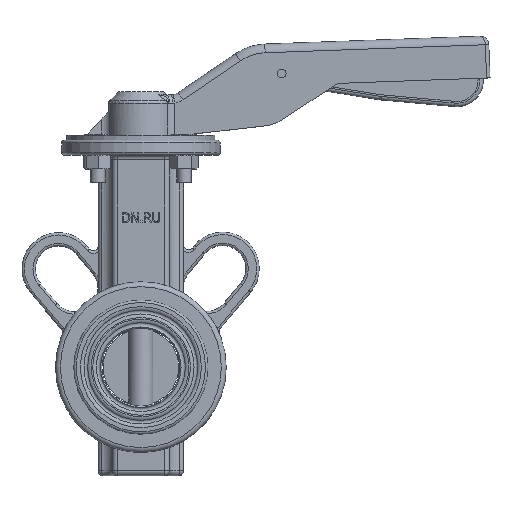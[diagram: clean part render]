
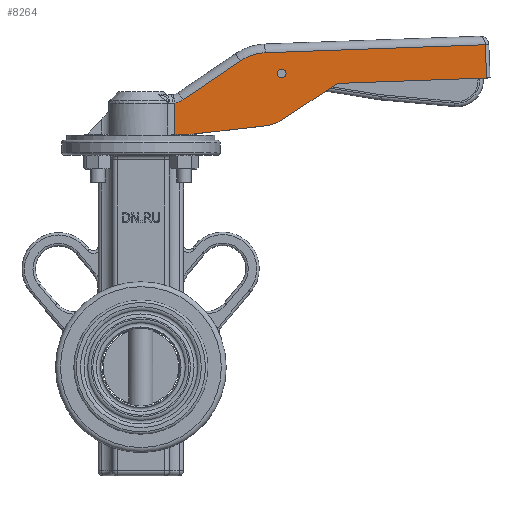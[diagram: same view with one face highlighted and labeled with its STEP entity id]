
A CAD part, top view. The second image highlights one B-rep face of the part: STEP entity #8264.
In plain terms, the highlighted face is planar.
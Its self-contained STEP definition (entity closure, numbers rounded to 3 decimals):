
#379=B_SPLINE_CURVE_WITH_KNOTS('',3,(#15491,#15492,#15493,#15494),
 .UNSPECIFIED.,.F.,.F.,(4,4),(0.,0.003),.UNSPECIFIED.);
#792=LINE('',#14944,#1273);
#799=LINE('',#14961,#1280);
#802=LINE('',#14971,#1283);
#810=LINE('',#15167,#1291);
#811=LINE('',#15178,#1292);
#819=LINE('',#15488,#1300);
#820=LINE('',#15496,#1301);
#821=LINE('',#15497,#1302);
#1273=VECTOR('',#11129,7.143);
#1280=VECTOR('',#11148,7.143);
#1283=VECTOR('',#11157,7.143);
#1291=VECTOR('',#11213,7.143);
#1292=VECTOR('',#11226,7.143);
#1300=VECTOR('',#11288,7.143);
#1301=VECTOR('',#11291,7.143);
#1302=VECTOR('',#11292,7.143);
#1534=FACE_BOUND('',#2591,.T.);
#1668=PLANE('',#9228);
#2085=FACE_OUTER_BOUND('',#2590,.T.);
#2590=EDGE_LOOP('',(#6963,#6964,#6965,#6966,#6967,#6968,#6969,#6970,#6971,
#6972,#6973,#6974));
#2591=EDGE_LOOP('',(#6975));
#2974=CIRCLE('',#9041,1.786);
#3030=CIRCLE('',#9165,14.286);
#3047=CIRCLE('',#9197,19.323);
#3051=CIRCLE('',#9203,9.248);
#3609=VERTEX_POINT('',#14188);
#3697=VERTEX_POINT('',#14941);
#3698=VERTEX_POINT('',#14943);
#3700=VERTEX_POINT('',#14951);
#3702=VERTEX_POINT('',#14959);
#3706=VERTEX_POINT('',#14969);
#3711=VERTEX_POINT('',#15031);
#3730=VERTEX_POINT('',#15165);
#3732=VERTEX_POINT('',#15170);
#3734=VERTEX_POINT('',#15176);
#3736=VERTEX_POINT('',#15182);
#3759=VERTEX_POINT('',#15490);
#3760=VERTEX_POINT('',#15495);
#4600=EDGE_CURVE('',#3609,#3609,#2974,.T.);
#4761=EDGE_CURVE('',#3698,#3697,#792,.T.);
#4766=EDGE_CURVE('',#3697,#3700,#3030,.T.);
#4770=EDGE_CURVE('',#3700,#3702,#799,.T.);
#4775=EDGE_CURVE('',#3702,#3706,#802,.T.);
#4808=EDGE_CURVE('',#3730,#3711,#810,.T.);
#4810=EDGE_CURVE('',#3732,#3730,#3047,.T.);
#4813=EDGE_CURVE('',#3734,#3732,#811,.T.);
#4816=EDGE_CURVE('',#3736,#3734,#3051,.T.);
#4856=EDGE_CURVE('',#3711,#3706,#819,.T.);
#4857=EDGE_CURVE('',#3759,#3736,#379,.T.);
#4858=EDGE_CURVE('',#3760,#3759,#820,.T.);
#4859=EDGE_CURVE('',#3698,#3760,#821,.T.);
#6963=ORIENTED_EDGE('',*,*,#4808,.F.);
#6964=ORIENTED_EDGE('',*,*,#4810,.F.);
#6965=ORIENTED_EDGE('',*,*,#4813,.F.);
#6966=ORIENTED_EDGE('',*,*,#4816,.F.);
#6967=ORIENTED_EDGE('',*,*,#4857,.F.);
#6968=ORIENTED_EDGE('',*,*,#4858,.F.);
#6969=ORIENTED_EDGE('',*,*,#4859,.F.);
#6970=ORIENTED_EDGE('',*,*,#4761,.T.);
#6971=ORIENTED_EDGE('',*,*,#4766,.T.);
#6972=ORIENTED_EDGE('',*,*,#4770,.T.);
#6973=ORIENTED_EDGE('',*,*,#4775,.T.);
#6974=ORIENTED_EDGE('',*,*,#4856,.F.);
#6975=ORIENTED_EDGE('',*,*,#4600,.T.);
#8264=ADVANCED_FACE('',(#2085,#1534),#1668,.T.);
#9041=AXIS2_PLACEMENT_3D('',#14190,#10819,#10820);
#9165=AXIS2_PLACEMENT_3D('',#14953,#11139,#11140);
#9197=AXIS2_PLACEMENT_3D('',#15172,#11218,#11219);
#9203=AXIS2_PLACEMENT_3D('',#15184,#11232,#11233);
#9228=AXIS2_PLACEMENT_3D('',#15489,#11289,#11290);
#10819=DIRECTION('center_axis',(-1.,0.,0.));
#10820=DIRECTION('ref_axis',(0.,0.,-1.));
#11129=DIRECTION('',(0.,0.114,-0.993));
#11139=DIRECTION('center_axis',(1.,0.,0.));
#11140=DIRECTION('ref_axis',(0.,-0.993,-0.114));
#11148=DIRECTION('',(0.,0.55,-0.835));
#11157=DIRECTION('',(0.,0.036,-0.999));
#11213=DIRECTION('',(0.,0.036,-0.999));
#11218=DIRECTION('center_axis',(-1.,0.,0.));
#11219=DIRECTION('ref_axis',(0.,0.951,0.311));
#11226=DIRECTION('',(0.,0.561,-0.828));
#11232=DIRECTION('center_axis',(1.,0.,0.));
#11233=DIRECTION('ref_axis',(0.,-0.951,-0.31));
#11288=DIRECTION('',(0.,-0.999,-0.036));
#11289=DIRECTION('center_axis',(1.,0.,0.));
#11290=DIRECTION('ref_axis',(0.,-1.,0.));
#11291=DIRECTION('',(0.,1.,0.));
#11292=DIRECTION('',(0.,0.,1.));
#14188=CARTESIAN_POINT('',(4.571,38.066,-111.476));
#14190=CARTESIAN_POINT('Origin',(4.571,38.066,-113.261));
#14941=CARTESIAN_POINT('',(4.571,16.639,-106.98));
#14943=CARTESIAN_POINT('',(4.571,12.747,-73.073));
#14944=CARTESIAN_POINT('',(4.571,12.747,-73.073));
#14951=CARTESIAN_POINT('',(4.571,18.902,-113.209));
#14953=CARTESIAN_POINT('Origin',(4.571,30.832,-105.35));
#14959=CARTESIAN_POINT('',(4.571,33.984,-136.104));
#14961=CARTESIAN_POINT('',(4.571,18.902,-113.209));
#14969=CARTESIAN_POINT('',(4.571,36.203,-197.263));
#14971=CARTESIAN_POINT('',(4.571,32.927,-106.961));
#15031=CARTESIAN_POINT('',(4.571,49.841,-196.768));
#15165=CARTESIAN_POINT('',(4.571,46.564,-106.466));
#15167=CARTESIAN_POINT('',(4.571,45.63,-80.708));
#15170=CARTESIAN_POINT('',(4.571,43.251,-96.328));
#15172=CARTESIAN_POINT('Origin',(4.571,27.254,-107.167));
#15176=CARTESIAN_POINT('',(4.571,27.334,-72.838));
#15178=CARTESIAN_POINT('',(4.571,23.622,-67.359));
#15182=CARTESIAN_POINT('',(4.571,25.927,-69.49));
#15184=CARTESIAN_POINT('Origin',(4.571,34.99,-67.651));
#15488=CARTESIAN_POINT('',(4.571,39.633,-197.138));
#15489=CARTESIAN_POINT('Origin',(4.571,29.314,-55.507));
#15490=CARTESIAN_POINT('',(4.571,25.905,-69.49));
#15491=CARTESIAN_POINT('Ctrl Pts',(4.571,25.905,-69.49));
#15492=CARTESIAN_POINT('Ctrl Pts',(4.571,25.913,-69.49));
#15493=CARTESIAN_POINT('Ctrl Pts',(4.571,25.92,-69.49));
#15494=CARTESIAN_POINT('Ctrl Pts',(4.571,25.927,-69.49));
#15495=CARTESIAN_POINT('',(4.571,12.747,-69.49));
#15496=CARTESIAN_POINT('',(4.571,12.747,-69.49));
#15497=CARTESIAN_POINT('',(4.571,12.747,-55.507));
